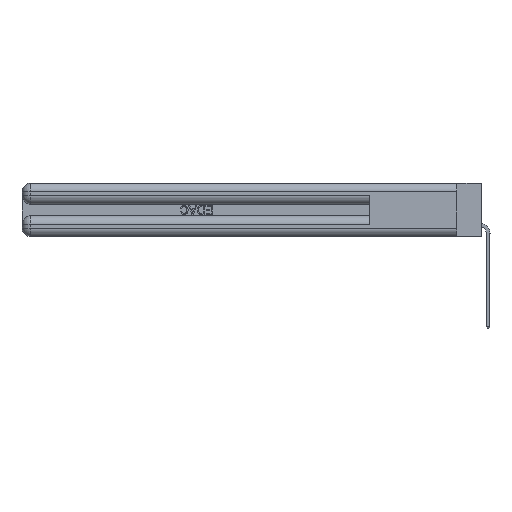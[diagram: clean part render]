
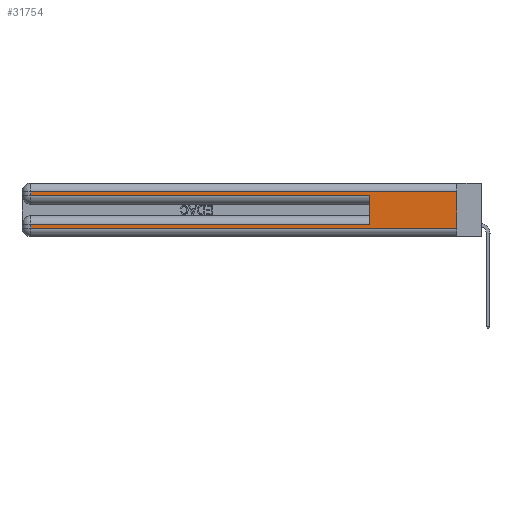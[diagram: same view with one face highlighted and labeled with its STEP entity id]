
A CAD part, left-side view. The second image highlights one B-rep face of the part: STEP entity #31754.
In plain terms, the highlighted planar face has unit normal (-1, 0, 0).
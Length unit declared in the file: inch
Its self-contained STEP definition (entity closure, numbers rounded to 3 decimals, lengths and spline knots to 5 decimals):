
#150 = VECTOR ( 'NONE', #4427, 39.37008 ) ;
#404 = VERTEX_POINT ( 'NONE', #31898 ) ;
#1363 = CARTESIAN_POINT ( 'NONE',  ( 0., 0.6, 0.285 ) ) ;
#1555 = LINE ( 'NONE', #30951, #14359 ) ;
#2236 = EDGE_CURVE ( 'NONE', #41042, #13406, #40496, .T. ) ;
#2705 = DIRECTION ( 'NONE',  ( 1., 0., 0. ) ) ;
#3530 = CARTESIAN_POINT ( 'NONE',  ( 0., 2.94, 0.06 ) ) ;
#4232 = ORIENTED_EDGE ( 'NONE', *, *, #34949, .F. ) ;
#4427 = DIRECTION ( 'NONE',  ( 0., 0., -1. ) ) ;
#5405 = VERTEX_POINT ( 'NONE', #3530 ) ;
#6028 = DIRECTION ( 'NONE',  ( 0., 0., 1. ) ) ;
#7416 = EDGE_CURVE ( 'NONE', #13618, #13406, #52625, .T. ) ;
#7489 = EDGE_CURVE ( 'NONE', #404, #20343, #19940, .T. ) ;
#8765 = ORIENTED_EDGE ( 'NONE', *, *, #45901, .T. ) ;
#8782 = VECTOR ( 'NONE', #26969, 39.37008 ) ;
#9225 = AXIS2_PLACEMENT_3D ( 'NONE', #47856, #2705, #51976 ) ;
#9616 = CARTESIAN_POINT ( 'NONE',  ( 0., 0.6, 0.145 ) ) ;
#11641 = LINE ( 'NONE', #24683, #150 ) ;
#12218 = VECTOR ( 'NONE', #6028, 39.37008 ) ;
#12527 = CARTESIAN_POINT ( 'NONE',  ( 0., 0., 0.06 ) ) ;
#13406 = VERTEX_POINT ( 'NONE', #1363 ) ;
#13618 = VERTEX_POINT ( 'NONE', #30230 ) ;
#14359 = VECTOR ( 'NONE', #43798, 39.37008 ) ;
#16514 = LINE ( 'NONE', #25881, #8782 ) ;
#18048 = VECTOR ( 'NONE', #41967, 39.37008 ) ;
#19546 = PLANE ( 'NONE',  #9225 ) ;
#19796 = ORIENTED_EDGE ( 'NONE', *, *, #44983, .T. ) ;
#19940 = LINE ( 'NONE', #46683, #50666 ) ;
#20343 = VERTEX_POINT ( 'NONE', #20820 ) ;
#20820 = CARTESIAN_POINT ( 'NONE',  ( 0., 2.94, 0.31 ) ) ;
#21367 = CARTESIAN_POINT ( 'NONE',  ( 0., 0., 0.285 ) ) ;
#21483 = VERTEX_POINT ( 'NONE', #34443 ) ;
#22190 = ORIENTED_EDGE ( 'NONE', *, *, #2236, .T. ) ;
#23630 = DIRECTION ( 'NONE',  ( 0., 1., 0. ) ) ;
#24683 = CARTESIAN_POINT ( 'NONE',  ( 0., 0., 0.37 ) ) ;
#25881 = CARTESIAN_POINT ( 'NONE',  ( 0., 0., 0.06 ) ) ;
#26969 = DIRECTION ( 'NONE',  ( 0., -1., 0. ) ) ;
#28020 = EDGE_LOOP ( 'NONE', ( #4232, #51145, #35135, #22190, #45454, #8765, #29429, #19796 ) ) ;
#28033 = FACE_OUTER_BOUND ( 'NONE', #28020, .T. ) ;
#29429 = ORIENTED_EDGE ( 'NONE', *, *, #33978, .T. ) ;
#30230 = CARTESIAN_POINT ( 'NONE',  ( 0., 0.6, 0.085 ) ) ;
#30951 = CARTESIAN_POINT ( 'NONE',  ( 0., 2.94, 0.37 ) ) ;
#31123 = LINE ( 'NONE', #31721, #42656 ) ;
#31721 = CARTESIAN_POINT ( 'NONE',  ( 0., 0., 0.085 ) ) ;
#31754 = ADVANCED_FACE ( 'NONE', ( #28033 ), #19546, .F. ) ;
#31898 = CARTESIAN_POINT ( 'NONE',  ( 0., 0., 0.31 ) ) ;
#32062 = VERTEX_POINT ( 'NONE', #12527 ) ;
#33568 = EDGE_CURVE ( 'NONE', #20343, #41042, #1555, .T. ) ;
#33978 = EDGE_CURVE ( 'NONE', #21483, #5405, #43795, .T. ) ;
#34443 = CARTESIAN_POINT ( 'NONE',  ( 0., 2.94, 0.085 ) ) ;
#34644 = DIRECTION ( 'NONE',  ( 0., 0., -1. ) ) ;
#34949 = EDGE_CURVE ( 'NONE', #404, #32062, #11641, .T. ) ;
#35135 = ORIENTED_EDGE ( 'NONE', *, *, #33568, .T. ) ;
#38243 = CARTESIAN_POINT ( 'NONE',  ( 0., 2.94, 0.37 ) ) ;
#40496 = LINE ( 'NONE', #21367, #18048 ) ;
#41042 = VERTEX_POINT ( 'NONE', #43455 ) ;
#41967 = DIRECTION ( 'NONE',  ( 0., -1., 0. ) ) ;
#42656 = VECTOR ( 'NONE', #23630, 39.37008 ) ;
#43455 = CARTESIAN_POINT ( 'NONE',  ( 0., 2.94, 0.285 ) ) ;
#43653 = DIRECTION ( 'NONE',  ( 0., 1., 0. ) ) ;
#43795 = LINE ( 'NONE', #38243, #47662 ) ;
#43798 = DIRECTION ( 'NONE',  ( 0., 0., -1. ) ) ;
#44983 = EDGE_CURVE ( 'NONE', #5405, #32062, #16514, .T. ) ;
#45454 = ORIENTED_EDGE ( 'NONE', *, *, #7416, .F. ) ;
#45901 = EDGE_CURVE ( 'NONE', #13618, #21483, #31123, .T. ) ;
#46683 = CARTESIAN_POINT ( 'NONE',  ( 0., 0., 0.31 ) ) ;
#47662 = VECTOR ( 'NONE', #34644, 39.37008 ) ;
#47856 = CARTESIAN_POINT ( 'NONE',  ( 0., 0., 0.37 ) ) ;
#50666 = VECTOR ( 'NONE', #43653, 39.37008 ) ;
#51145 = ORIENTED_EDGE ( 'NONE', *, *, #7489, .T. ) ;
#51976 = DIRECTION ( 'NONE',  ( 0., 0., -1. ) ) ;
#52625 = LINE ( 'NONE', #9616, #12218 ) ;
